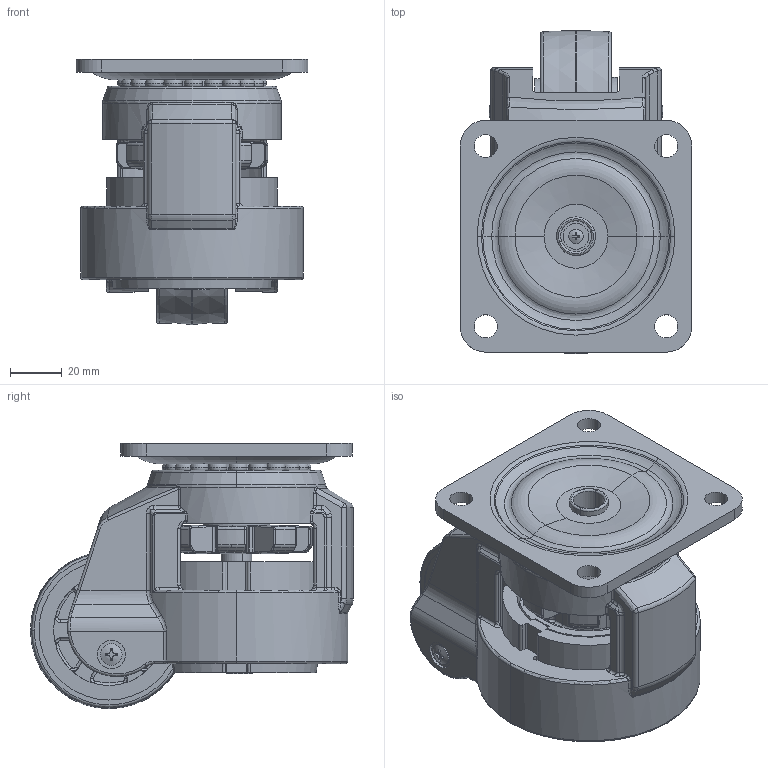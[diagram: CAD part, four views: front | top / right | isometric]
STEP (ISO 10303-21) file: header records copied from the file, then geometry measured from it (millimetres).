
FILE_DESCRIPTION (( 'STEP AP214' ), '1' );
FILE_NAME ('SK6-B60100P-E.STEP', '2024-03-21T03:28:44', ( '微软用户' ), ( '微软中国' ), 'SwSTEP 2.0', 'SolidWorks 2020', '' );
FILE_SCHEMA (( 'AUTOMOTIVE_DESIGN' ));
Length unit declared in the file: millimetre
Products named in the file (19): 6-B60100-E-5; 6-B60100-E-18; 6-B60100-E-7; 6-B60100-E-10; 6-B60100-E-13; 6-B60100-E-2; 6-B60100-E-16; 6-B60100-E-6; 6-B60100-E-19; 6-B60100-E-8; 6-B60100-E-11; 6-B60100-E-14; 6-B60100-E-4; 6-B60100-E-17; 6-B60100-E-15; 6-B60100-E-1; SK6-B60100P-E; 6-B60100-E-9; 6-B60100-E-12
Assembly tree (53 placements, depth 2):
  SK6-B60100P-E
    6-B60100-E-2
    6-B60100-E-4
    6-B60100-E-5  x20
    6-B60100-E-6
    6-B60100-E-1
    6-B60100-E-7
    6-B60100-E-8  x16
    6-B60100-E-9
    6-B60100-E-10
    6-B60100-E-11
    6-B60100-E-12
    6-B60100-E-13
    6-B60100-E-14
    6-B60100-E-15
    6-B60100-E-16
    6-B60100-E-17  x2
    6-B60100-E-18
    6-B60100-E-19
Bounding box: 90 x 125.44 x 103 mm (x, y, z)
Volume: 423096 mm3; surface area: 137986 mm2
Topology: 53 solids, 53 shells, 1403 faces, 3523 edges, 2174 vertices
Faces by surface type: cylinder 433, plane 282, torus 272, bspline 266, sphere 76, cone 74
Entity records: 47716 total; most frequent: CARTESIAN_POINT 17288, ORIENTED_EDGE 6384, DIRECTION 6189, EDGE_CURVE 3192, AXIS2_PLACEMENT_3D 2613, VERTEX_POINT 1946, CIRCLE 1517, EDGE_LOOP 1364
